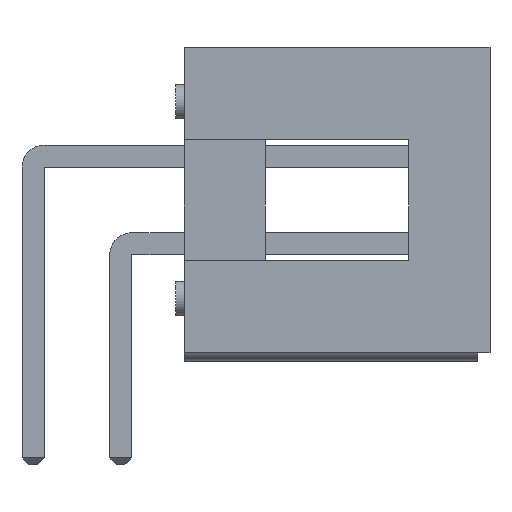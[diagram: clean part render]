
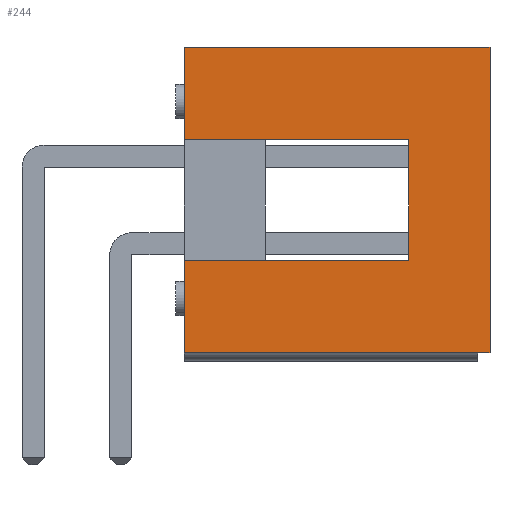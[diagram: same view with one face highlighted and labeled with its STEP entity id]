
A CAD part, front view. The second image highlights one B-rep face of the part: STEP entity #244.
In plain terms, the highlighted planar face has unit normal (0, -1, 0).
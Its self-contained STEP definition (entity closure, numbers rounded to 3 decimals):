
#26=VECTOR('',#27,1.);
#27=DIRECTION('',(1.,0.,0.));
#30=VERTEX_POINT('',#31);
#31=CARTESIAN_POINT('',(4.38,-66.06,9.095));
#36=EDGE_CURVE('',#30,#37,#39,.T.);
#37=VERTEX_POINT('',#38);
#38=CARTESIAN_POINT('',(13.23,-66.06,9.095));
#39=LINE('',#40,#26);
#40=CARTESIAN_POINT('',(6.73,-66.06,9.095));
#89=VECTOR('',#90,1.);
#90=DIRECTION('',(0.,0.,1.));
#105=VECTOR('',#106,1.);
#106=DIRECTION('',(0.,0.,-1.));
#130=EDGE_CURVE('',#37,#131,#133,.T.);
#131=VERTEX_POINT('',#132);
#132=CARTESIAN_POINT('',(13.23,-66.06,0.245));
#133=LINE('',#38,#105);
#244=ADVANCED_FACE('',(#245),#283,.T.);
#245=FACE_BOUND('',#246,.T.);
#246=EDGE_LOOP('',(#247,#248,#253,#261,#267,#275,#279,#282));
#247=ORIENTED_EDGE('',*,*,#36,.F.);
#248=ORIENTED_EDGE('',*,*,#249,.T.);
#249=EDGE_CURVE('',#30,#250,#252,.T.);
#250=VERTEX_POINT('',#251);
#251=CARTESIAN_POINT('',(4.38,-66.06,6.42));
#252=LINE('',#31,#105);
#253=ORIENTED_EDGE('',*,*,#254,.T.);
#254=EDGE_CURVE('',#250,#255,#257,.T.);
#255=VERTEX_POINT('',#256);
#256=CARTESIAN_POINT('',(10.88,-66.06,6.42));
#257=LINE('',#258,#259);
#258=CARTESIAN_POINT('',(6.593,-66.06,6.42));
#259=VECTOR('',#260,1.);
#260=DIRECTION('',(1.,0.,0.));
#261=ORIENTED_EDGE('',*,*,#262,.F.);
#262=EDGE_CURVE('',#263,#255,#265,.T.);
#263=VERTEX_POINT('',#264);
#264=CARTESIAN_POINT('',(10.88,-66.06,2.92));
#265=LINE('',#266,#89);
#266=CARTESIAN_POINT('',(10.88,-66.06,4.67));
#267=ORIENTED_EDGE('',*,*,#268,.T.);
#268=EDGE_CURVE('',#263,#269,#271,.T.);
#269=VERTEX_POINT('',#270);
#270=CARTESIAN_POINT('',(4.38,-66.06,2.92));
#271=LINE('',#272,#273);
#272=CARTESIAN_POINT('',(6.593,-66.06,2.92));
#273=VECTOR('',#274,1.);
#274=DIRECTION('',(-1.,0.,0.));
#275=ORIENTED_EDGE('',*,*,#276,.T.);
#276=EDGE_CURVE('',#269,#277,#252,.T.);
#277=VERTEX_POINT('',#278);
#278=CARTESIAN_POINT('',(4.38,-66.06,0.245));
#279=ORIENTED_EDGE('',*,*,#280,.T.);
#280=EDGE_CURVE('',#277,#131,#281,.T.);
#281=LINE('',#278,#26);
#282=ORIENTED_EDGE('',*,*,#130,.F.);
#283=PLANE('',#284);
#284=AXIS2_PLACEMENT_3D('',#285,#286,#274);
#285=CARTESIAN_POINT('',(8.805,-66.06,4.67));
#286=DIRECTION('',(0.,-1.,0.));
